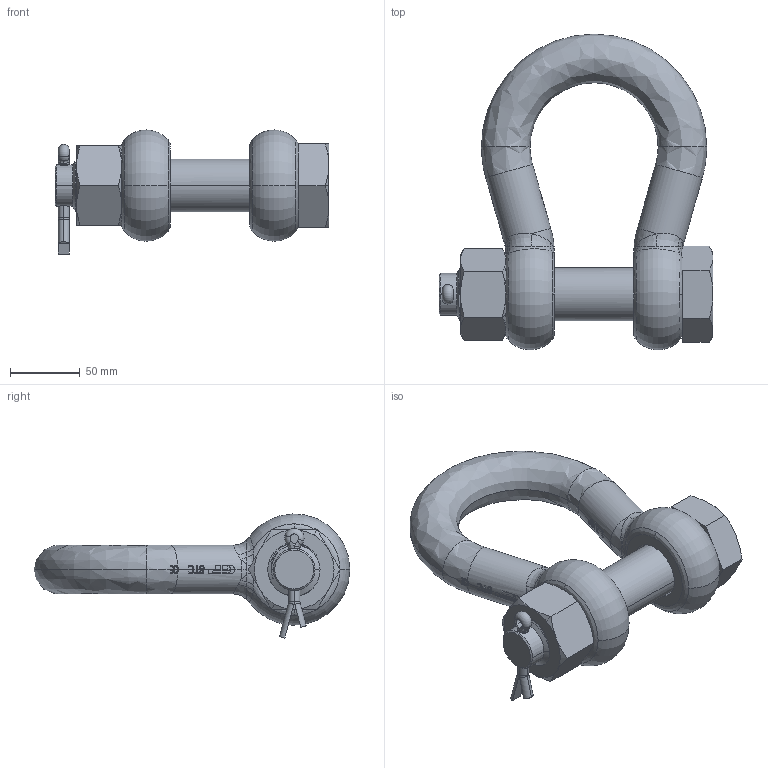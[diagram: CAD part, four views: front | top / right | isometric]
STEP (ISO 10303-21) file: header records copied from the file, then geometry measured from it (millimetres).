
FILE_DESCRIPTION(('STEP AP214'),'1');
FILE_NAME('poghmb35.stp','2017-03-31T16:56:10',('TraceParts'),('TraceParts S.A.'),'Spatial InterOp 3D',' ',' ');
FILE_SCHEMA(('automotive_design'));
Length unit declared in the file: millimetre
Products named in the file (4): poghmb35_1; poghmb35_2; poghmb35_3; poghmb35_4
Bounding box: 197 x 227 x 89.2 mm (x, y, z)
Volume: 864548 mm3; surface area: 124205.7 mm2
Topology: 4 solids, 4 shells, 931 faces, 2613 edges, 1708 vertices
Faces by surface type: bspline 439, plane 302, cylinder 153, cone 28, torus 9
Entity records: 48293 total; most frequent: CARTESIAN_POINT 28335, ORIENTED_EDGE 5208, EDGE_CURVE 2604, DIRECTION 2476, VERTEX_POINT 1708, LINE 1102, VECTOR 1102, B_SPLINE_CURVE_WITH_KNOTS 1074
